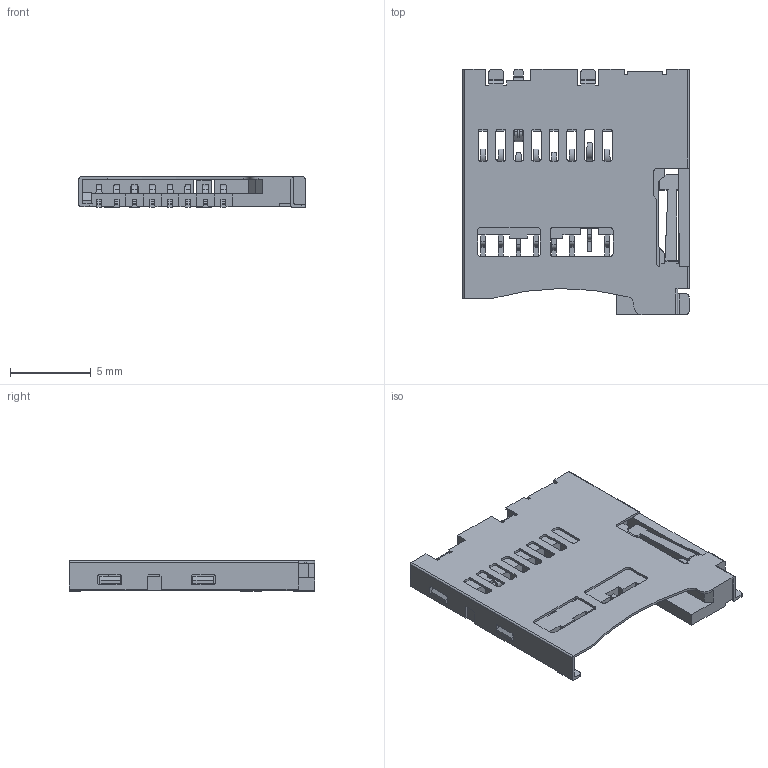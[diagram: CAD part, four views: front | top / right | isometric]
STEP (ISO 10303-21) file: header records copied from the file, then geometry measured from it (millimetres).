
FILE_DESCRIPTION(('FreeCAD Model'),'2;1');
FILE_NAME('47352-1001.step','2017-10-03T15:48:09' ,('kicad StepUp'),('ksu MCAD'),'Open CASCADE STEP processor 7.1', 'FreeCAD','Unknown');
FILE_SCHEMA(('AUTOMOTIVE_DESIGN_CC2 { 1 2 10303 214 -1 1 5 4 }'));
Length unit declared in the file: millimetre
Products named in the file (1): 47352-1001
Bounding box: 14.1 x 15.2 x 1.88 mm (x, y, z)
Volume: 182 mm3; surface area: 790.3 mm2
Topology: 1 solids, 1 shells, 648 faces, 1871 edges, 1239 vertices
Faces by surface type: plane 468, cylinder 180
Entity records: 21479 total; most frequent: CARTESIAN_POINT 4154, ORIENTED_EDGE 3742, DIRECTION 3400, EDGE_CURVE 1871, LINE 1506, VECTOR 1506, VERTEX_POINT 1239, AXIS2_PLACEMENT_3D 947
